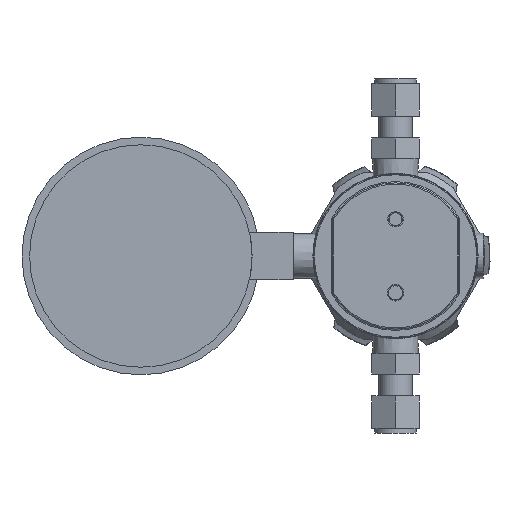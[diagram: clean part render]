
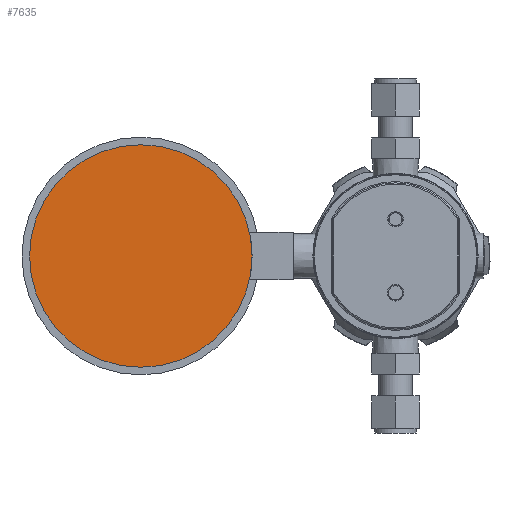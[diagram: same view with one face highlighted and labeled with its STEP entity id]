
A CAD part, front view. The second image highlights one B-rep face of the part: STEP entity #7635.
In plain terms, the highlighted face is planar.
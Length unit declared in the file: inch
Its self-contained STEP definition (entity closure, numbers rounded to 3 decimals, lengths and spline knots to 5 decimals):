
#7391=CARTESIAN_POINT('',(0.,0.,-0.83));
#7392=DIRECTION('',(0.,0.,-1.));
#7393=DIRECTION('',(1.,0.,0.));
#7394=AXIS2_PLACEMENT_3D('',#7391,#7392,#7393);
#7396=CARTESIAN_POINT('',(0.,0.,-0.83));
#7397=DIRECTION('',(0.,0.,-1.));
#7398=DIRECTION('',(-1.,0.,0.));
#7399=AXIS2_PLACEMENT_3D('',#7396,#7397,#7398);
#7472=CARTESIAN_POINT('',(-1.325,0.,-0.83));
#7474=VERTEX_POINT('',#7472);
#7476=CARTESIAN_POINT('',(1.325,0.,-0.83));
#7478=VERTEX_POINT('',#7476);
#7625=CARTESIAN_POINT('',(0.,0.,-0.83));
#7626=DIRECTION('',(0.,0.,1.));
#7627=DIRECTION('',(1.,0.,0.));
#7628=AXIS2_PLACEMENT_3D('',#7625,#7626,#7627);
#7629=PLANE('',#7628);
#7630=ORIENTED_EDGE('',*,*,#7567,.F.);
#7632=ORIENTED_EDGE('',*,*,#7631,.F.);
#7633=EDGE_LOOP('',(#7630,#7632));
#7634=FACE_OUTER_BOUND('',#7633,.F.);
#7635=ADVANCED_FACE('',(#7634),#7629,.F.);
#7395=CIRCLE('',#7394,1.325);
#7400=CIRCLE('',#7399,1.325);
#7567=EDGE_CURVE('',#7478,#7474,#7395,.T.);
#7631=EDGE_CURVE('',#7474,#7478,#7400,.T.);
